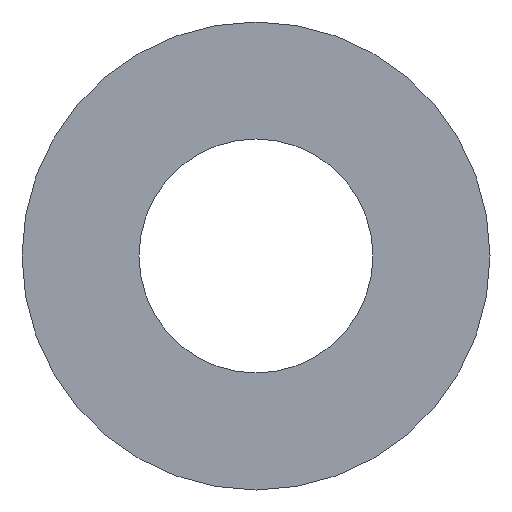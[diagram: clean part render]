
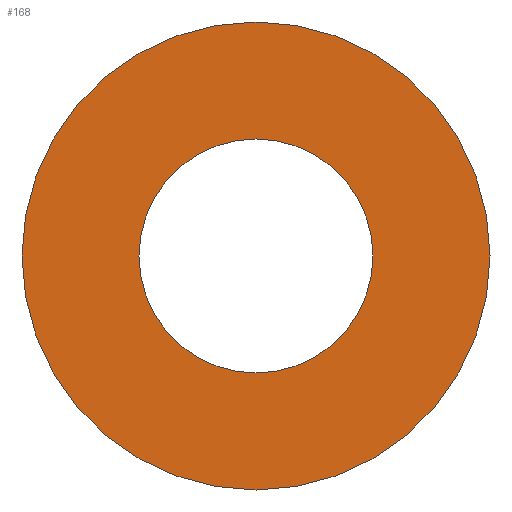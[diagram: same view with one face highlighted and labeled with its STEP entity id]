
A CAD part, front view. The second image highlights one B-rep face of the part: STEP entity #168.
In plain terms, the highlighted planar face has unit normal (0, -1, 0).
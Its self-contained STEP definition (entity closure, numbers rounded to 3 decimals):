
#5 = CARTESIAN_POINT ( 'NONE',  ( 0., 0., 0. ) ) ;
#15 = CARTESIAN_POINT ( 'NONE',  ( 0., 0., -2. ) ) ;
#28 = DIRECTION ( 'NONE',  ( 0., 1., 0. ) ) ;
#29 = CIRCLE ( 'NONE', #133, 1. ) ;
#35 = CARTESIAN_POINT ( 'NONE',  ( 0., 0., -1. ) ) ;
#36 = FACE_BOUND ( 'NONE', #80, .T. ) ;
#43 = CARTESIAN_POINT ( 'NONE',  ( 0., 0., 2. ) ) ;
#45 = ORIENTED_EDGE ( 'NONE', *, *, #186, .T. ) ;
#49 = DIRECTION ( 'NONE',  ( 0., 1., 0. ) ) ;
#51 = CARTESIAN_POINT ( 'NONE',  ( 0., 0., 0. ) ) ;
#52 = PLANE ( 'NONE',  #147 ) ;
#53 = DIRECTION ( 'NONE',  ( 0., 0., 1. ) ) ;
#56 = VERTEX_POINT ( 'NONE', #15 ) ;
#58 = DIRECTION ( 'NONE',  ( 0., 0., 1. ) ) ;
#59 = DIRECTION ( 'NONE',  ( 0., 1., 0. ) ) ;
#62 = VERTEX_POINT ( 'NONE', #145 ) ;
#68 = EDGE_LOOP ( 'NONE', ( #95, #128 ) ) ;
#69 = ORIENTED_EDGE ( 'NONE', *, *, #185, .T. ) ;
#80 = EDGE_LOOP ( 'NONE', ( #45, #69 ) ) ;
#82 = VERTEX_POINT ( 'NONE', #35 ) ;
#93 = DIRECTION ( 'NONE',  ( 0., 0., 1. ) ) ;
#95 = ORIENTED_EDGE ( 'NONE', *, *, #184, .F. ) ;
#97 = CARTESIAN_POINT ( 'NONE',  ( 0., 0., 0. ) ) ;
#99 = DIRECTION ( 'NONE',  ( 0., 0., 1. ) ) ;
#103 = CIRCLE ( 'NONE', #164, 2. ) ;
#107 = FACE_OUTER_BOUND ( 'NONE', #68, .T. ) ;
#114 = DIRECTION ( 'NONE',  ( 0., 1., 0. ) ) ;
#116 = DIRECTION ( 'NONE',  ( 0., 0., 1. ) ) ;
#125 = AXIS2_PLACEMENT_3D ( 'NONE', #135, #59, #99 ) ;
#128 = ORIENTED_EDGE ( 'NONE', *, *, #199, .F. ) ;
#129 = DIRECTION ( 'NONE',  ( 0., 1., 0. ) ) ;
#133 = AXIS2_PLACEMENT_3D ( 'NONE', #97, #114, #116 ) ;
#134 = AXIS2_PLACEMENT_3D ( 'NONE', #5, #28, #58 ) ;
#135 = CARTESIAN_POINT ( 'NONE',  ( 0., 0., 0. ) ) ;
#145 = CARTESIAN_POINT ( 'NONE',  ( 0., 0., 1. ) ) ;
#147 = AXIS2_PLACEMENT_3D ( 'NONE', #51, #49, #53 ) ;
#150 = VERTEX_POINT ( 'NONE', #43 ) ;
#164 = AXIS2_PLACEMENT_3D ( 'NONE', #165, #129, #93 ) ;
#165 = CARTESIAN_POINT ( 'NONE',  ( 0., 0., 0. ) ) ;
#168 = ADVANCED_FACE ( 'NONE', ( #107, #36 ), #52, .F. ) ;
#184 = EDGE_CURVE ( 'NONE', #56, #150, #103, .T. ) ;
#185 = EDGE_CURVE ( 'NONE', #62, #82, #200, .T. ) ;
#186 = EDGE_CURVE ( 'NONE', #82, #62, #29, .T. ) ;
#189 = CIRCLE ( 'NONE', #125, 2. ) ;
#199 = EDGE_CURVE ( 'NONE', #150, #56, #189, .T. ) ;
#200 = CIRCLE ( 'NONE', #134, 1. ) ;
